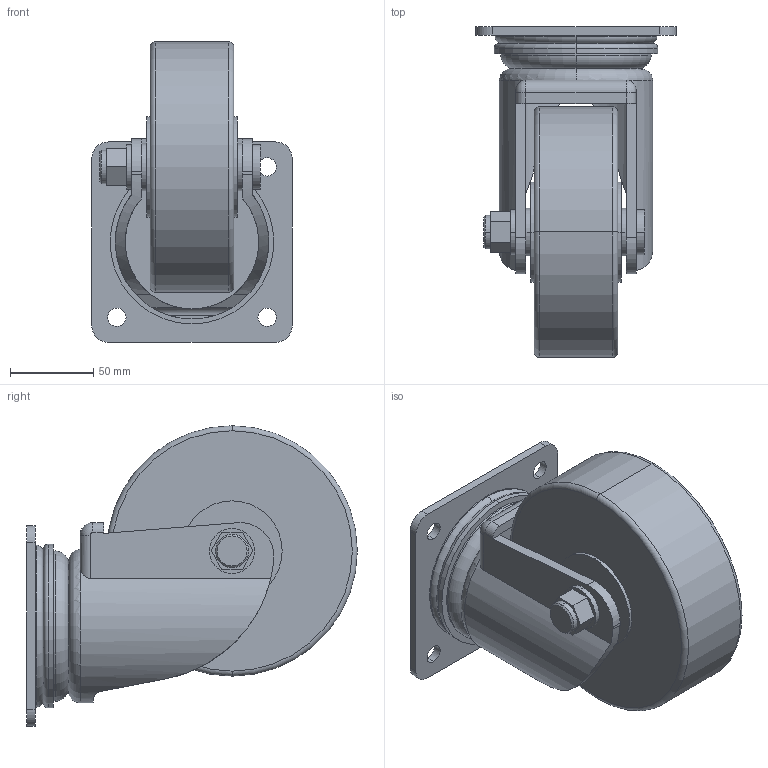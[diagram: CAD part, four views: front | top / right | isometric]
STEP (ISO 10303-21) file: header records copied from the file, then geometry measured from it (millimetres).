
FILE_DESCRIPTION (( 'STEP AP203' ), '1' );
FILE_NAME ('K-507YN-150.STEP', '2012-04-13T00:58:11', ( '11sw' ), ( 'タキゲン製造株式会社' ), 'SwSTEP 2.0', 'SolidWorks 2011', '' );
FILE_SCHEMA (( 'CONFIG_CONTROL_DESIGN' ));
Length unit declared in the file: millimetre
Products named in the file (1): K-507YN-150
Bounding box: 120 x 198 x 180 mm (x, y, z)
Volume: 1314551.2 mm3; surface area: 148473 mm2
Topology: 1 solids, 1 shells, 102 faces, 248 edges, 160 vertices
Faces by surface type: cylinder 47, plane 39, torus 14, cone 2
Entity records: 3348 total; most frequent: CARTESIAN_POINT 775, DIRECTION 557, ORIENTED_EDGE 496, EDGE_CURVE 248, AXIS2_PLACEMENT_3D 222, VERTEX_POINT 160, EDGE_LOOP 124, CIRCLE 119
